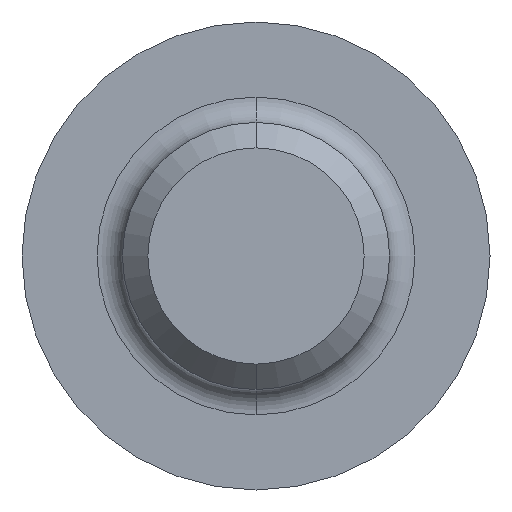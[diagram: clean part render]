
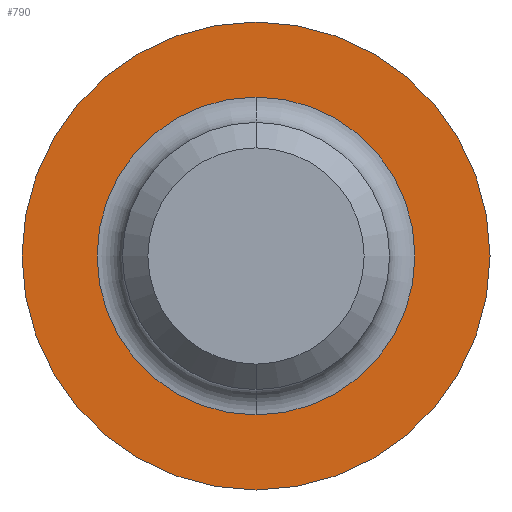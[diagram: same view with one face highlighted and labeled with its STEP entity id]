
A CAD part, front view. The second image highlights one B-rep face of the part: STEP entity #790.
In plain terms, the highlighted planar face has unit normal (0, -1, 0).
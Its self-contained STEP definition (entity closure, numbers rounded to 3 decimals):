
#4 = CIRCLE ( 'NONE', #896, 6.25 ) ;
#8 = DIRECTION ( 'NONE',  ( 0., 0., 1. ) ) ;
#27 = CARTESIAN_POINT ( 'NONE',  ( 0., 27., 0. ) ) ;
#28 = ORIENTED_EDGE ( 'NONE', *, *, #300, .T. ) ;
#48 = FACE_BOUND ( 'NONE', #220, .T. ) ;
#54 = DIRECTION ( 'NONE',  ( 0., 0., 1. ) ) ;
#100 = CARTESIAN_POINT ( 'NONE',  ( 0., 27., -6.25 ) ) ;
#124 = CARTESIAN_POINT ( 'NONE',  ( 0., 27., 9.2 ) ) ;
#132 = VERTEX_POINT ( 'NONE', #845 ) ;
#149 = DIRECTION ( 'NONE',  ( 0., 1., 0. ) ) ;
#178 = DIRECTION ( 'NONE',  ( 0., 0., 1. ) ) ;
#204 = CIRCLE ( 'NONE', #760, 9.2 ) ;
#220 = EDGE_LOOP ( 'NONE', ( #593, #28 ) ) ;
#221 = DIRECTION ( 'NONE',  ( 0., 0., 1. ) ) ;
#226 = CARTESIAN_POINT ( 'NONE',  ( 0., 27., 0. ) ) ;
#277 = CIRCLE ( 'NONE', #986, 6.25 ) ;
#300 = EDGE_CURVE ( 'NONE', #977, #132, #4, .T. ) ;
#359 = EDGE_LOOP ( 'NONE', ( #620, #695 ) ) ;
#383 = AXIS2_PLACEMENT_3D ( 'NONE', #475, #724, #866 ) ;
#396 = PLANE ( 'NONE',  #383 ) ;
#409 = VERTEX_POINT ( 'NONE', #124 ) ;
#417 = CIRCLE ( 'NONE', #657, 9.2 ) ;
#455 = CARTESIAN_POINT ( 'NONE',  ( 0., 27., -9.2 ) ) ;
#459 = EDGE_CURVE ( 'NONE', #409, #461, #417, .T. ) ;
#461 = VERTEX_POINT ( 'NONE', #455 ) ;
#475 = CARTESIAN_POINT ( 'NONE',  ( 0., 27., 0. ) ) ;
#518 = FACE_OUTER_BOUND ( 'NONE', #359, .T. ) ;
#522 = DIRECTION ( 'NONE',  ( 0., 1., 0. ) ) ;
#553 = CARTESIAN_POINT ( 'NONE',  ( 0., 27., 0. ) ) ;
#581 = DIRECTION ( 'NONE',  ( 0., 1., 0. ) ) ;
#593 = ORIENTED_EDGE ( 'NONE', *, *, #608, .T. ) ;
#608 = EDGE_CURVE ( 'NONE', #132, #977, #277, .T. ) ;
#620 = ORIENTED_EDGE ( 'NONE', *, *, #662, .F. ) ;
#657 = AXIS2_PLACEMENT_3D ( 'NONE', #922, #522, #54 ) ;
#662 = EDGE_CURVE ( 'NONE', #461, #409, #204, .T. ) ;
#695 = ORIENTED_EDGE ( 'NONE', *, *, #459, .F. ) ;
#706 = DIRECTION ( 'NONE',  ( 0., 1., 0. ) ) ;
#724 = DIRECTION ( 'NONE',  ( 0., 1., 0. ) ) ;
#760 = AXIS2_PLACEMENT_3D ( 'NONE', #553, #149, #8 ) ;
#790 = ADVANCED_FACE ( 'NONE', ( #48, #518 ), #396, .F. ) ;
#845 = CARTESIAN_POINT ( 'NONE',  ( 0., 27., 6.25 ) ) ;
#866 = DIRECTION ( 'NONE',  ( 0., 0., 1. ) ) ;
#896 = AXIS2_PLACEMENT_3D ( 'NONE', #27, #581, #178 ) ;
#922 = CARTESIAN_POINT ( 'NONE',  ( 0., 27., 0. ) ) ;
#977 = VERTEX_POINT ( 'NONE', #100 ) ;
#986 = AXIS2_PLACEMENT_3D ( 'NONE', #226, #706, #221 ) ;
